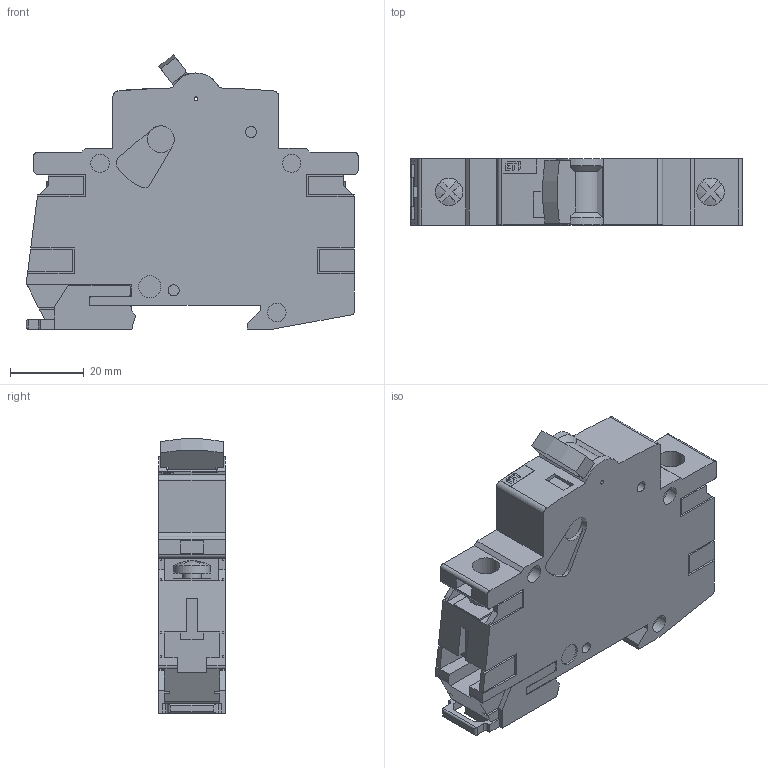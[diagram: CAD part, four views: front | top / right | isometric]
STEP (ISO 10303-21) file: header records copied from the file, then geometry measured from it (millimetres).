
FILE_DESCRIPTION( ( 'Unknown' ), '1' );
FILE_NAME( 'ETIMAT 11 1P.stp', 'Unknown', ( 'Unknown' ), ( 'Unknown' ), 'PSStep 14.0', 'Unknown', ' ' );
FILE_SCHEMA( ( 'AUTOMOTIVE_DESIGN { 1 0 10303 214 1 1 1 1 }' ) );
Length unit declared in the file: millimetre
Products named in the file (5): Assem1; ETIMAT 11; Dzwignia_ETIMAT11; Zapinka_ETIMAT10; Część blaszana7
Assembly tree (4 placements, depth 2):
  Assem1
    ETIMAT 11
    Dzwignia_ETIMAT11
    Zapinka_ETIMAT10
    Część blaszana7
Bounding box: 90.09 x 18 x 74.39 mm (x, y, z)
Volume: 77799.8 mm3; surface area: 23136.9 mm2
Topology: 4 solids, 4 shells, 429 faces, 1178 edges, 782 vertices
Faces by surface type: plane 304, cylinder 73, bspline 50, cone 2
Full cylindrical faces by diameter (mm): 1 x2, 3 x4, 5 x8, 6 x2, 7.3 x1, 7.5 x2, 10 x2
Entity records: 17711 total; most frequent: CARTESIAN_POINT 3647, ORIENTED_EDGE 2300, DIRECTION 1932, EDGE_CURVE 1150, LINE 874, VECTOR 874, VERTEX_POINT 777, AXIS2_PLACEMENT_3D 529
